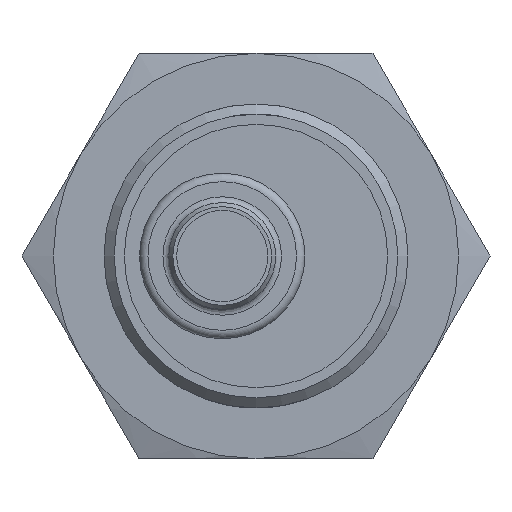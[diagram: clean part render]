
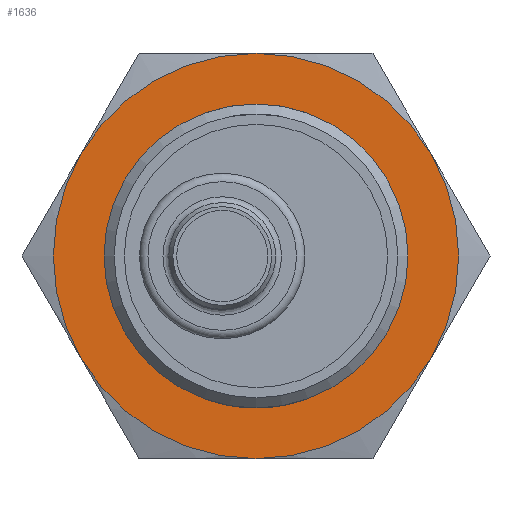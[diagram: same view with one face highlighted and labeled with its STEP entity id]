
A CAD part, left-side view. The second image highlights one B-rep face of the part: STEP entity #1636.
In plain terms, the highlighted planar face has unit normal (-1, 0, 0).
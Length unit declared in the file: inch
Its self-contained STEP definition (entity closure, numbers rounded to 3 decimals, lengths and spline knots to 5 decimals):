
#35 = EDGE_CURVE ( 'NONE', #2000, #1203, #394, .T. ) ;
#64 = DIRECTION ( 'NONE',  ( 1., 0., 0. ) ) ;
#104 = CIRCLE ( 'NONE', #2183, 0.47244 ) ;
#124 = EDGE_CURVE ( 'NONE', #2510, #842, #1257, .T. ) ;
#154 = CARTESIAN_POINT ( 'NONE',  ( 0.98425, 0., 0. ) ) ;
#159 = DIRECTION ( 'NONE',  ( 0., 0., -1. ) ) ;
#165 = VERTEX_POINT ( 'NONE', #1868 ) ;
#184 = DIRECTION ( 'NONE',  ( 0., 0., -1. ) ) ;
#208 = ORIENTED_EDGE ( 'NONE', *, *, #1150, .T. ) ;
#246 = ORIENTED_EDGE ( 'NONE', *, *, #35, .T. ) ;
#301 = EDGE_CURVE ( 'NONE', #3265, #2510, #104, .T. ) ;
#324 = DIRECTION ( 'NONE',  ( 0., 0., 1. ) ) ;
#394 = CIRCLE ( 'NONE', #1865, 0.47244 ) ;
#431 = DIRECTION ( 'NONE',  ( -1., 0., 0. ) ) ;
#499 = CARTESIAN_POINT ( 'NONE',  ( 0.98425, 0., 0. ) ) ;
#551 = DIRECTION ( 'NONE',  ( 0., 0., -1. ) ) ;
#579 = DIRECTION ( 'NONE',  ( 0., 0., 1. ) ) ;
#611 = ORIENTED_EDGE ( 'NONE', *, *, #1042, .T. ) ;
#652 = AXIS2_PLACEMENT_3D ( 'NONE', #499, #3069, #2033 ) ;
#709 = AXIS2_PLACEMENT_3D ( 'NONE', #2497, #1191, #984 ) ;
#715 = CARTESIAN_POINT ( 'NONE',  ( 0.98425, 0., 0.47244 ) ) ;
#754 = CARTESIAN_POINT ( 'NONE',  ( 0.98425, 0.40915, 0.23622 ) ) ;
#755 = DIRECTION ( 'NONE',  ( -1., 0., 0. ) ) ;
#809 = DIRECTION ( 'NONE',  ( -1., 0., 0. ) ) ;
#842 = VERTEX_POINT ( 'NONE', #2010 ) ;
#891 = EDGE_LOOP ( 'NONE', ( #246, #208, #2808, #2598, #1609, #2354 ) ) ;
#984 = DIRECTION ( 'NONE',  ( 0., 0., -1. ) ) ;
#1042 = EDGE_CURVE ( 'NONE', #165, #165, #2987, .T. ) ;
#1060 = CARTESIAN_POINT ( 'NONE',  ( 0.98425, 0., 0. ) ) ;
#1150 = EDGE_CURVE ( 'NONE', #1203, #2265, #1421, .T. ) ;
#1174 = CARTESIAN_POINT ( 'NONE',  ( 0.98425, 0., 0. ) ) ;
#1191 = DIRECTION ( 'NONE',  ( -1., 0., 0. ) ) ;
#1193 = EDGE_LOOP ( 'NONE', ( #611 ) ) ;
#1203 = VERTEX_POINT ( 'NONE', #715 ) ;
#1210 = AXIS2_PLACEMENT_3D ( 'NONE', #2519, #1740, #3071 ) ;
#1257 = CIRCLE ( 'NONE', #1210, 0.47244 ) ;
#1288 = CARTESIAN_POINT ( 'NONE',  ( 0.98425, 0.40915, -0.23622 ) ) ;
#1290 = FACE_BOUND ( 'NONE', #1193, .T. ) ;
#1334 = FACE_OUTER_BOUND ( 'NONE', #891, .T. ) ;
#1377 = CARTESIAN_POINT ( 'NONE',  ( 0.98425, 0., 0. ) ) ;
#1421 = CIRCLE ( 'NONE', #709, 0.47244 ) ;
#1609 = ORIENTED_EDGE ( 'NONE', *, *, #124, .T. ) ;
#1636 = ADVANCED_FACE ( 'NONE', ( #1334, #1290 ), #2845, .T. ) ;
#1740 = DIRECTION ( 'NONE',  ( -1., 0., 0. ) ) ;
#1775 = CARTESIAN_POINT ( 'NONE',  ( 0.98425, 0., -0.47244 ) ) ;
#1865 = AXIS2_PLACEMENT_3D ( 'NONE', #154, #1909, #184 ) ;
#1868 = CARTESIAN_POINT ( 'NONE',  ( 0.98425, 0., 0.35433 ) ) ;
#1909 = DIRECTION ( 'NONE',  ( -1., 0., 0. ) ) ;
#2000 = VERTEX_POINT ( 'NONE', #3290 ) ;
#2010 = CARTESIAN_POINT ( 'NONE',  ( 0.98425, -0.40915, -0.23622 ) ) ;
#2033 = DIRECTION ( 'NONE',  ( 0., 0., -1. ) ) ;
#2157 = AXIS2_PLACEMENT_3D ( 'NONE', #1174, #431, #159 ) ;
#2183 = AXIS2_PLACEMENT_3D ( 'NONE', #1060, #755, #551 ) ;
#2265 = VERTEX_POINT ( 'NONE', #754 ) ;
#2294 = EDGE_CURVE ( 'NONE', #842, #2000, #2959, .T. ) ;
#2354 = ORIENTED_EDGE ( 'NONE', *, *, #2294, .T. ) ;
#2450 = AXIS2_PLACEMENT_3D ( 'NONE', #1377, #64, #324 ) ;
#2497 = CARTESIAN_POINT ( 'NONE',  ( 0.98425, 0., 0. ) ) ;
#2510 = VERTEX_POINT ( 'NONE', #1775 ) ;
#2519 = CARTESIAN_POINT ( 'NONE',  ( 0.98425, 0., 0. ) ) ;
#2590 = AXIS2_PLACEMENT_3D ( 'NONE', #2887, #809, #579 ) ;
#2598 = ORIENTED_EDGE ( 'NONE', *, *, #301, .T. ) ;
#2808 = ORIENTED_EDGE ( 'NONE', *, *, #2856, .T. ) ;
#2845 = PLANE ( 'NONE',  #2590 ) ;
#2856 = EDGE_CURVE ( 'NONE', #2265, #3265, #3016, .T. ) ;
#2887 = CARTESIAN_POINT ( 'NONE',  ( 0.98425, 0.23622, 0. ) ) ;
#2959 = CIRCLE ( 'NONE', #652, 0.47244 ) ;
#2987 = CIRCLE ( 'NONE', #2450, 0.35433 ) ;
#3016 = CIRCLE ( 'NONE', #2157, 0.47244 ) ;
#3069 = DIRECTION ( 'NONE',  ( -1., 0., 0. ) ) ;
#3071 = DIRECTION ( 'NONE',  ( 0., 0., -1. ) ) ;
#3265 = VERTEX_POINT ( 'NONE', #1288 ) ;
#3290 = CARTESIAN_POINT ( 'NONE',  ( 0.98425, -0.40915, 0.23622 ) ) ;
